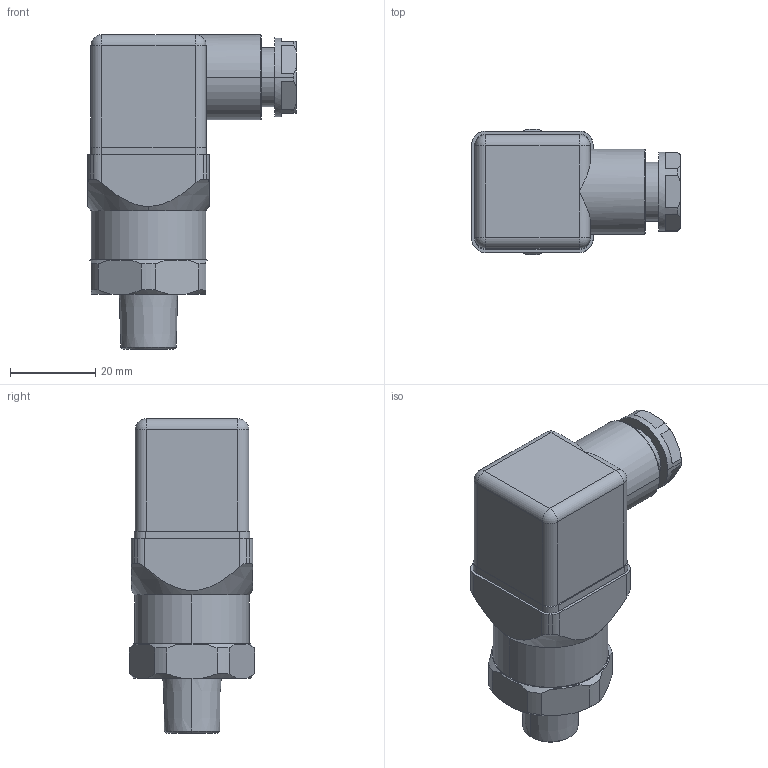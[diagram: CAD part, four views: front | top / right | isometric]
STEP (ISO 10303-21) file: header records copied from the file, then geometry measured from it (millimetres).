
FILE_DESCRIPTION((''),'2;1');
FILE_NAME('PMP300 (1-4 NPT thread).stp','2011-02-04T15:16:33',(''),(''),'Mechanical Desktop 2008','Mechanical Desktop 2008',', , ');
FILE_SCHEMA(('CONFIG_CONTROL_DESIGN'));
Length unit declared in the file: inch
Products named in the file (4): PMP300 (1-4 NPT THREAD); ~PART1; 26; NEWDWG
Assembly tree (322 placements, depth 3):
  PMP300 (1-4 NPT THREAD)
    ~PART1
    26  x286
    NEWDWG  x13
      26
Bounding box: 48.97 x 29.44 x 73.91 mm (x, y, z)
Volume: 45969.5 mm3; surface area: 11057.3 mm2
Topology: 2 solids, 2 shells, 125 faces, 327 edges, 209 vertices
Faces by surface type: plane 48, cylinder 45, cone 24, torus 4, sphere 4
Entity records: 6526 total; most frequent: DIRECTION 1300, CARTESIAN_POINT 1132, ORIENTED_EDGE 640, AXIS2_PLACEMENT_3D 584, PRODUCT_DEFINITION_SHAPE 326, ITEM_DEFINED_TRANSFORMATION 322, NEXT_ASSEMBLY_USAGE_OCCURRENCE 322, CONTEXT_DEPENDENT_SHAPE_REPRESENTATION 322
